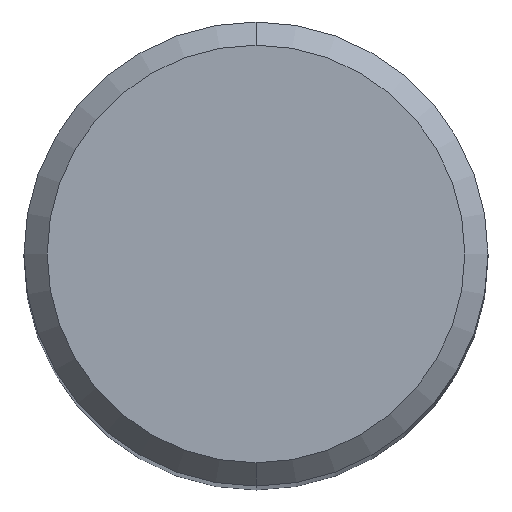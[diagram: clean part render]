
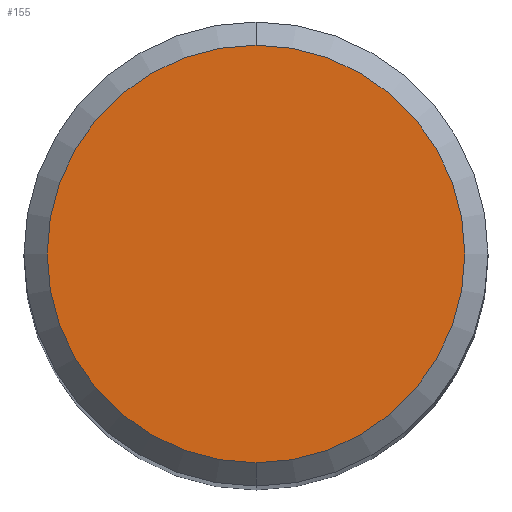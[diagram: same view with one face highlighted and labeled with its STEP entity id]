
A CAD part, top view. The second image highlights one B-rep face of the part: STEP entity #155.
In plain terms, the highlighted planar face has unit normal (0, 0, 1).
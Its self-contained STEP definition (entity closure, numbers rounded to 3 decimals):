
#111=VERTEX_POINT('',#262);
#141=EDGE_CURVE('',#111,#191,#297,.T.);
#155=ADVANCED_FACE('',(#314),#315,.T.);
#161=EDGE_CURVE('',#191,#111,#322,.T.);
#191=VERTEX_POINT('',#355);
#262=CARTESIAN_POINT('',(0.,-3.6,0.0));
#297=CIRCLE('',#473,3.6);
#314=FACE_OUTER_BOUND('',#491,.T.);
#315=PLANE('',#492);
#322=CIRCLE('',#500,3.6);
#355=CARTESIAN_POINT('',(0.0,3.6,0.0));
#473=AXIS2_PLACEMENT_3D('',#665,#666,#667);
#491=EDGE_LOOP('',(#695,#696));
#492=AXIS2_PLACEMENT_3D('',#697,#698,#699);
#500=AXIS2_PLACEMENT_3D('',#706,#707,#708);
#665=CARTESIAN_POINT('',(0.0,0.0,0.0));
#666=DIRECTION('',(0.0,0.0,-1.0));
#667=DIRECTION('',(0.0,1.0,0.0));
#695=ORIENTED_EDGE('',*,*,#161,.F.);
#696=ORIENTED_EDGE('',*,*,#141,.F.);
#697=CARTESIAN_POINT('',(0.0,1.8,0.0));
#698=DIRECTION('',(-0.0,0.0,1.0));
#699=DIRECTION('',(0.0,-1.0,0.0));
#706=CARTESIAN_POINT('',(0.0,0.0,0.0));
#707=DIRECTION('',(0.0,0.0,-1.0));
#708=DIRECTION('',(0.0,1.0,0.0));
